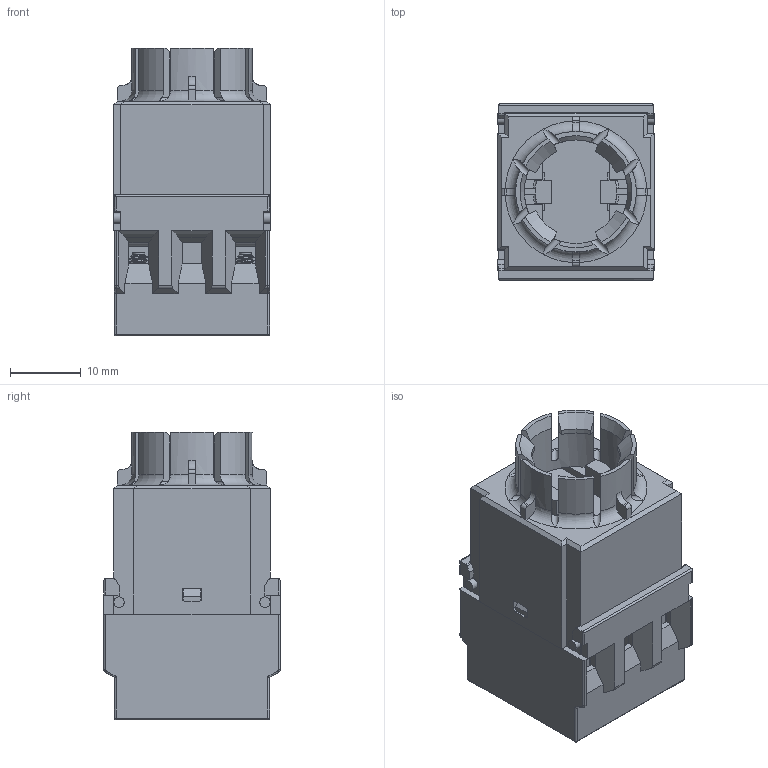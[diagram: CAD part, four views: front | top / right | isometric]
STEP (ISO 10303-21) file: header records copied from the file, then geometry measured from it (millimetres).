
FILE_DESCRIPTION(/* description */ (''),/* implementation_level */ '2;1');
FILE_NAME(/* name */ 'BZIIK_ipt.stp',/* time_stamp */ '2014-12-05T10:37:04+01:00',/* author */ ('thagel'),/* organization */ (''),/* preprocessor_version */ 'ST-DEVELOPER v15.2',/* originating_system */ 'Autodesk Inventor 2014',/* authorisation */ '');
FILE_SCHEMA (('AUTOMOTIVE_DESIGN { 1 0 10303 214 3 1 1 }'));
Length unit declared in the file: centimetre
Products named in the file (1): 3D-Zeichnungen vereinfacht für Kunden
Bounding box: 22.2 x 25 x 40.8 mm (x, y, z)
Volume: 13925.1 mm3; surface area: 10779 mm2
Topology: 2 solids, 15 shells, 1116 faces, 3211 edges, 2086 vertices
Faces by surface type: plane 828, cylinder 204, torus 30, cone 27, bspline 19, sphere 8
Full cylindrical faces by diameter (mm): 1.5 x4, 1.7 x4, 2.3 x4, 4 x6, 14.7 x1
Entity records: 43424 total; most frequent: CARTESIAN_POINT 13925, ORIENTED_EDGE 6268, DIRECTION 5345, EDGE_CURVE 3134, LINE 2293, VECTOR 2293, VERTEX_POINT 2059, AXIS2_PLACEMENT_3D 1526
